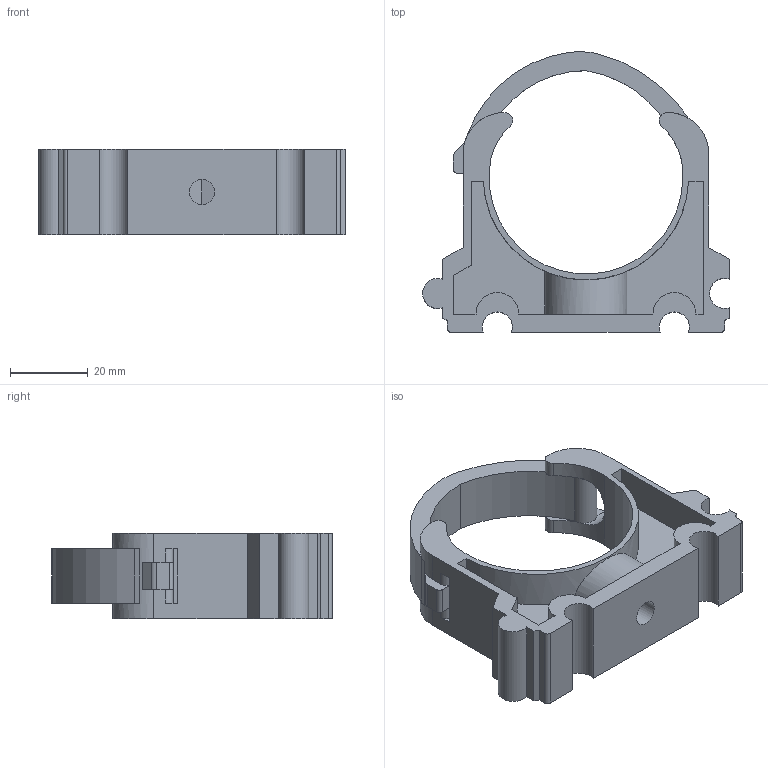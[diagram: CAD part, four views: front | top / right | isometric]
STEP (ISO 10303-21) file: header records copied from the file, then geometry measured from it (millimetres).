
FILE_DESCRIPTION( ( 'STEP AP214' ), ' ' );
FILE_NAME( '5.25.050.stp', '2015-08-26T12:31:13', ( '' ), ( '' ), ' ', 'PARTsolutions', ' ' );
FILE_SCHEMA( ( 'AUTOMOTIVE_DESIGN { 1 0 10303 214 1 1 1 1 }' ) );
Length unit declared in the file: millimetre
Products named in the file (1): _5.25.050
Bounding box: 79.12 x 72.4 x 22 mm (x, y, z)
Volume: 28862.2 mm3; surface area: 18577.7 mm2
Topology: 1 solids, 1 shells, 101 faces, 288 edges, 188 vertices
Faces by surface type: plane 63, cylinder 38
Full cylindrical faces by diameter (mm): 6.5 x1, 14 x1
Entity records: 4372 total; most frequent: CARTESIAN_POINT 833, DIRECTION 582, ORIENTED_EDGE 572, EDGE_CURVE 286, AXIS2_PLACEMENT_3D 203, VERTEX_POINT 188, LINE 176, VECTOR 176
